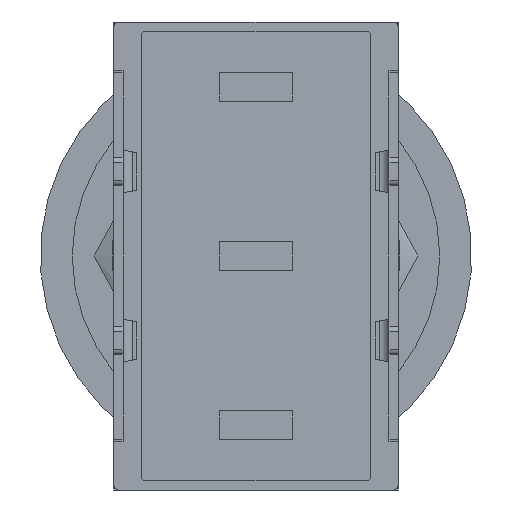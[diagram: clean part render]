
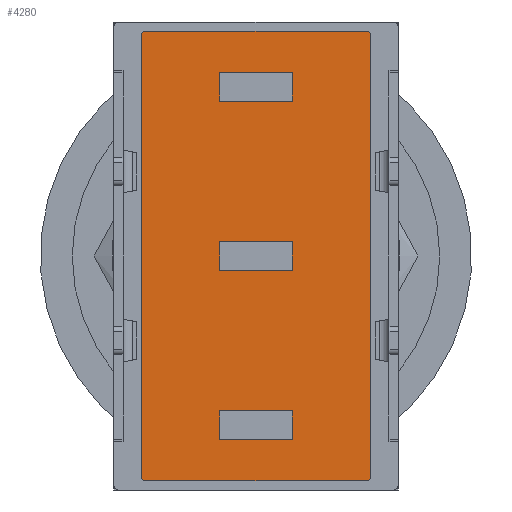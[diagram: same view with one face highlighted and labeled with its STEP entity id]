
A CAD part, front view. The second image highlights one B-rep face of the part: STEP entity #4280.
In plain terms, the highlighted planar face has unit normal (0, -1, 0).
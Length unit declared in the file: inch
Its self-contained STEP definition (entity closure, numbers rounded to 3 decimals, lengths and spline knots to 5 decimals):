
#140=FACE_BOUND($,#774,.T.);
#141=FACE_BOUND($,#775,.T.);
#142=FACE_BOUND($,#776,.T.);
#143=FACE_BOUND($,#777,.T.);
#256=CIRCLE($,#4632,0.00512);
#258=CIRCLE($,#4636,0.00512);
#260=CIRCLE($,#4640,0.00512);
#262=CIRCLE($,#4644,0.00512);
#774=EDGE_LOOP($,(#3863,#3864,#3865,#3866));
#775=EDGE_LOOP($,(#3867,#3868,#3869,#3870));
#776=EDGE_LOOP($,(#3871,#3872,#3873,#3874));
#777=EDGE_LOOP($,(#3875,#3876,#3877,#3878,#3879,#3880,#3881,#3882));
#1164=LINE($,#6959,#1619);
#1168=LINE($,#6966,#1623);
#1172=LINE($,#6974,#1627);
#1173=LINE($,#6976,#1628);
#1188=LINE($,#7008,#1643);
#1192=LINE($,#7015,#1647);
#1196=LINE($,#7023,#1651);
#1197=LINE($,#7025,#1652);
#1212=LINE($,#7057,#1667);
#1216=LINE($,#7064,#1671);
#1220=LINE($,#7072,#1675);
#1221=LINE($,#7074,#1676);
#1226=LINE($,#7089,#1681);
#1230=LINE($,#7101,#1685);
#1234=LINE($,#7113,#1689);
#1237=LINE($,#7122,#1692);
#1619=VECTOR($,#5662,0.079);
#1623=VECTOR($,#5668,0.031);
#1627=VECTOR($,#5676,0.031);
#1628=VECTOR($,#5679,0.079);
#1643=VECTOR($,#5704,0.079);
#1647=VECTOR($,#5710,0.031);
#1651=VECTOR($,#5718,0.031);
#1652=VECTOR($,#5721,0.079);
#1667=VECTOR($,#5746,0.079);
#1671=VECTOR($,#5752,0.031);
#1675=VECTOR($,#5760,0.031);
#1676=VECTOR($,#5763,0.079);
#1681=VECTOR($,#5776,0.24076);
#1685=VECTOR($,#5788,0.48176);
#1689=VECTOR($,#5800,0.24076);
#1692=VECTOR($,#5811,0.48176);
#2036=VERTEX_POINT($,#6956);
#2037=VERTEX_POINT($,#6958);
#2038=VERTEX_POINT($,#6962);
#2041=VERTEX_POINT($,#6972);
#2052=VERTEX_POINT($,#7005);
#2053=VERTEX_POINT($,#7007);
#2054=VERTEX_POINT($,#7011);
#2057=VERTEX_POINT($,#7021);
#2068=VERTEX_POINT($,#7054);
#2069=VERTEX_POINT($,#7056);
#2070=VERTEX_POINT($,#7060);
#2073=VERTEX_POINT($,#7070);
#2076=VERTEX_POINT($,#7079);
#2077=VERTEX_POINT($,#7081);
#2079=VERTEX_POINT($,#7087);
#2081=VERTEX_POINT($,#7093);
#2083=VERTEX_POINT($,#7099);
#2085=VERTEX_POINT($,#7105);
#2087=VERTEX_POINT($,#7111);
#2089=VERTEX_POINT($,#7117);
#2609=EDGE_CURVE($,#2037,#2036,#1164,.T.);
#2613=EDGE_CURVE($,#2038,#2037,#1168,.T.);
#2617=EDGE_CURVE($,#2036,#2041,#1172,.T.);
#2618=EDGE_CURVE($,#2041,#2038,#1173,.T.);
#2633=EDGE_CURVE($,#2053,#2052,#1188,.T.);
#2637=EDGE_CURVE($,#2054,#2053,#1192,.T.);
#2641=EDGE_CURVE($,#2052,#2057,#1196,.T.);
#2642=EDGE_CURVE($,#2057,#2054,#1197,.T.);
#2657=EDGE_CURVE($,#2069,#2068,#1212,.T.);
#2661=EDGE_CURVE($,#2070,#2069,#1216,.T.);
#2665=EDGE_CURVE($,#2068,#2073,#1220,.T.);
#2666=EDGE_CURVE($,#2073,#2070,#1221,.T.);
#2669=EDGE_CURVE($,#2076,#2077,#256,.T.);
#2673=EDGE_CURVE($,#2079,#2076,#1226,.T.);
#2676=EDGE_CURVE($,#2081,#2079,#258,.T.);
#2679=EDGE_CURVE($,#2083,#2081,#1230,.T.);
#2682=EDGE_CURVE($,#2085,#2083,#260,.T.);
#2685=EDGE_CURVE($,#2087,#2085,#1234,.T.);
#2688=EDGE_CURVE($,#2089,#2087,#262,.T.);
#2690=EDGE_CURVE($,#2077,#2089,#1237,.T.);
#3863=ORIENTED_EDGE($,*,*,#2609,.T.);
#3864=ORIENTED_EDGE($,*,*,#2617,.T.);
#3865=ORIENTED_EDGE($,*,*,#2618,.T.);
#3866=ORIENTED_EDGE($,*,*,#2613,.T.);
#3867=ORIENTED_EDGE($,*,*,#2633,.T.);
#3868=ORIENTED_EDGE($,*,*,#2641,.T.);
#3869=ORIENTED_EDGE($,*,*,#2642,.T.);
#3870=ORIENTED_EDGE($,*,*,#2637,.T.);
#3871=ORIENTED_EDGE($,*,*,#2657,.T.);
#3872=ORIENTED_EDGE($,*,*,#2665,.T.);
#3873=ORIENTED_EDGE($,*,*,#2666,.T.);
#3874=ORIENTED_EDGE($,*,*,#2661,.T.);
#3875=ORIENTED_EDGE($,*,*,#2690,.F.);
#3876=ORIENTED_EDGE($,*,*,#2669,.F.);
#3877=ORIENTED_EDGE($,*,*,#2673,.F.);
#3878=ORIENTED_EDGE($,*,*,#2676,.F.);
#3879=ORIENTED_EDGE($,*,*,#2679,.F.);
#3880=ORIENTED_EDGE($,*,*,#2682,.F.);
#3881=ORIENTED_EDGE($,*,*,#2685,.F.);
#3882=ORIENTED_EDGE($,*,*,#2688,.F.);
#4054=PLANE($,#4646);
#4280=ADVANCED_FACE($,(#140,#141,#142,#143),#4054,.F.);
#4632=AXIS2_PLACEMENT_3D($,#7082,#5769,#5770);
#4636=AXIS2_PLACEMENT_3D($,#7095,#5782,#5783);
#4640=AXIS2_PLACEMENT_3D($,#7107,#5794,#5795);
#4644=AXIS2_PLACEMENT_3D($,#7119,#5806,#5807);
#4646=AXIS2_PLACEMENT_3D($,#7123,#5812,#5813);
#5662=DIRECTION($,(-1.,0.,0.));
#5668=DIRECTION($,(0.,0.,-1.));
#5676=DIRECTION($,(0.,0.,1.));
#5679=DIRECTION($,(1.,0.,0.));
#5704=DIRECTION($,(-1.,0.,0.));
#5710=DIRECTION($,(0.,0.,-1.));
#5718=DIRECTION($,(0.,0.,1.));
#5721=DIRECTION($,(1.,0.,0.));
#5746=DIRECTION($,(-1.,0.,0.));
#5752=DIRECTION($,(0.,0.,-1.));
#5760=DIRECTION($,(0.,0.,1.));
#5763=DIRECTION($,(1.,0.,0.));
#5769=DIRECTION('center_axis',(0.,1.,0.));
#5770=DIRECTION('ref_axis',(0.,0.,-1.));
#5776=DIRECTION($,(-1.,0.,0.));
#5782=DIRECTION('center_axis',(0.,1.,0.));
#5783=DIRECTION('ref_axis',(1.,0.,0.));
#5788=DIRECTION($,(0.,0.,-1.));
#5794=DIRECTION('center_axis',(0.,1.,0.));
#5795=DIRECTION('ref_axis',(0.,0.,1.));
#5800=DIRECTION($,(1.,0.,0.));
#5806=DIRECTION('center_axis',(0.,1.,0.));
#5807=DIRECTION('ref_axis',(-1.,0.,0.));
#5811=DIRECTION($,(0.,0.,1.));
#5812=DIRECTION('center_axis',(0.,1.,0.));
#5813=DIRECTION('ref_axis',(0.,0.,1.));
#6956=CARTESIAN_POINT('',(-0.0395,0.,-0.0155));
#6958=CARTESIAN_POINT('',(0.0395,0.,-0.0155));
#6959=CARTESIAN_POINT($,(0.,0.,-0.0155));
#6962=CARTESIAN_POINT('',(0.0395,0.,0.0155));
#6966=CARTESIAN_POINT($,(0.0395,0.,0.));
#6972=CARTESIAN_POINT('',(-0.0395,0.,0.0155));
#6974=CARTESIAN_POINT($,(-0.0395,0.,0.));
#6976=CARTESIAN_POINT($,(0.,0.,0.0155));
#7005=CARTESIAN_POINT('',(-0.0395,0.,0.1695));
#7007=CARTESIAN_POINT('',(0.0395,0.,0.1695));
#7008=CARTESIAN_POINT($,(0.,0.,0.1695));
#7011=CARTESIAN_POINT('',(0.0395,0.,0.2005));
#7015=CARTESIAN_POINT($,(0.0395,0.,0.0925));
#7021=CARTESIAN_POINT('',(-0.0395,0.,0.2005));
#7023=CARTESIAN_POINT($,(-0.0395,0.,0.0925));
#7025=CARTESIAN_POINT($,(0.,0.,0.2005));
#7054=CARTESIAN_POINT('',(-0.0395,0.,-0.2005));
#7056=CARTESIAN_POINT('',(0.0395,0.,-0.2005));
#7057=CARTESIAN_POINT($,(0.,0.,-0.2005));
#7060=CARTESIAN_POINT('',(0.0395,0.,-0.1695));
#7064=CARTESIAN_POINT($,(0.0395,0.,-0.0925));
#7070=CARTESIAN_POINT('',(-0.0395,0.,-0.1695));
#7072=CARTESIAN_POINT($,(-0.0395,0.,-0.0925));
#7074=CARTESIAN_POINT($,(0.,0.,-0.1695));
#7079=CARTESIAN_POINT('',(-0.12038,0.,-0.246));
#7081=CARTESIAN_POINT('',(-0.1255,0.,-0.24088));
#7082=CARTESIAN_POINT('Origin',(-0.12038,0.,-0.24088));
#7087=CARTESIAN_POINT('',(0.12038,0.,-0.246));
#7089=CARTESIAN_POINT($,(0.12038,0.,-0.246));
#7093=CARTESIAN_POINT('',(0.1255,0.,-0.24088));
#7095=CARTESIAN_POINT('Origin',(0.12038,0.,-0.24088));
#7099=CARTESIAN_POINT('',(0.1255,0.,0.24088));
#7101=CARTESIAN_POINT($,(0.1255,0.,0.24088));
#7105=CARTESIAN_POINT('',(0.12038,0.,0.246));
#7107=CARTESIAN_POINT('Origin',(0.12038,0.,0.24088));
#7111=CARTESIAN_POINT('',(-0.12038,0.,0.246));
#7113=CARTESIAN_POINT($,(-0.12038,0.,0.246));
#7117=CARTESIAN_POINT('',(-0.1255,0.,0.24088));
#7119=CARTESIAN_POINT('Origin',(-0.12038,0.,0.24088));
#7122=CARTESIAN_POINT($,(-0.1255,0.,-0.24088));
#7123=CARTESIAN_POINT('Origin',(0.,0.,0.));
